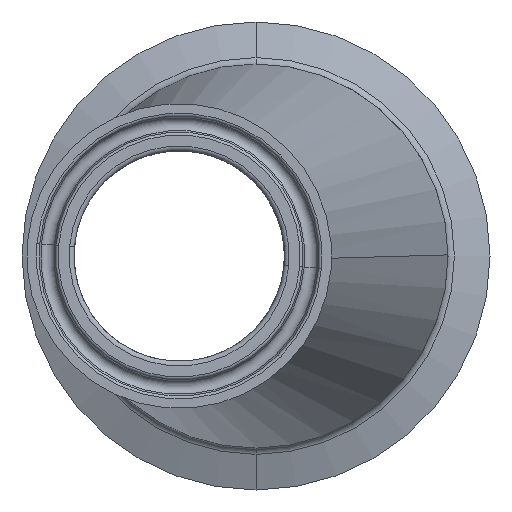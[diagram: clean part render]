
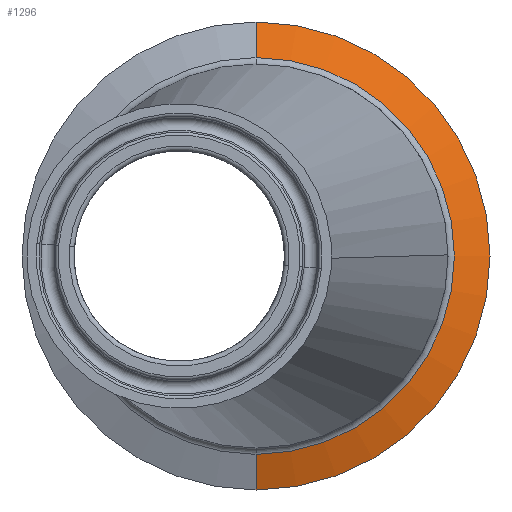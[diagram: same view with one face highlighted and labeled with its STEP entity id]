
A CAD part, front view. The second image highlights one B-rep face of the part: STEP entity #1296.
In plain terms, the highlighted conical face has half-angle 70 degrees and reference radius 38.695 mm.
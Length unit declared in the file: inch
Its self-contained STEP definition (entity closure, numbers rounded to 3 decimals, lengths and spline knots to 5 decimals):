
#14 = VERTEX_POINT ( 'NONE', #1637 ) ;
#55 = EDGE_CURVE ( 'NONE', #1313, #1017, #2017, .T. ) ;
#122 = CARTESIAN_POINT ( 'NONE',  ( 0.77115, -1.21473, -1.29145 ) ) ;
#145 = CARTESIAN_POINT ( 'NONE',  ( 0.77115, -1.21473, 0. ) ) ;
#293 = ORIENTED_EDGE ( 'NONE', *, *, #55, .T. ) ;
#308 = CONICAL_SURFACE ( 'NONE', #722, 1.52343, 1.222 ) ;
#317 = DIRECTION ( 'NONE',  ( 0., 0., 1. ) ) ;
#336 = CARTESIAN_POINT ( 'NONE',  ( 0.77115, -1.1303, -1.52343 ) ) ;
#414 = LINE ( 'NONE', #1289, #955 ) ;
#449 = ORIENTED_EDGE ( 'NONE', *, *, #500, .T. ) ;
#500 = EDGE_CURVE ( 'NONE', #1017, #14, #1236, .T. ) ;
#577 = EDGE_CURVE ( 'NONE', #1888, #14, #791, .T. ) ;
#722 = AXIS2_PLACEMENT_3D ( 'NONE', #1077, #1963, #1451 ) ;
#791 = CIRCLE ( 'NONE', #1987, 1.52343 ) ;
#847 = CARTESIAN_POINT ( 'NONE',  ( 0.77115, -1.1303, 0. ) ) ;
#955 = VECTOR ( 'NONE', #1105, 39.37008 ) ;
#1017 = VERTEX_POINT ( 'NONE', #122 ) ;
#1020 = DIRECTION ( 'NONE',  ( 0., 1., 0. ) ) ;
#1067 = ORIENTED_EDGE ( 'NONE', *, *, #577, .F. ) ;
#1077 = CARTESIAN_POINT ( 'NONE',  ( 0.77115, -1.1303, 0. ) ) ;
#1105 = DIRECTION ( 'NONE',  ( 0., 0.342, 0.94 ) ) ;
#1153 = ORIENTED_EDGE ( 'NONE', *, *, #1585, .F. ) ;
#1184 = VECTOR ( 'NONE', #1868, 39.37008 ) ;
#1194 = DIRECTION ( 'NONE',  ( 0., 0., 1. ) ) ;
#1231 = EDGE_LOOP ( 'NONE', ( #293, #449, #1067, #1153 ) ) ;
#1236 = LINE ( 'NONE', #336, #1184 ) ;
#1289 = CARTESIAN_POINT ( 'NONE',  ( 0.77115, -1.1303, 1.52343 ) ) ;
#1296 = ADVANCED_FACE ( 'NONE', ( #1350 ), #308, .T. ) ;
#1313 = VERTEX_POINT ( 'NONE', #1602 ) ;
#1324 = DIRECTION ( 'NONE',  ( 0., 1., 0. ) ) ;
#1350 = FACE_OUTER_BOUND ( 'NONE', #1231, .T. ) ;
#1375 = AXIS2_PLACEMENT_3D ( 'NONE', #145, #1324, #317 ) ;
#1396 = CARTESIAN_POINT ( 'NONE',  ( 0.77115, -1.1303, 1.52343 ) ) ;
#1451 = DIRECTION ( 'NONE',  ( 0., 0., 1. ) ) ;
#1585 = EDGE_CURVE ( 'NONE', #1313, #1888, #414, .T. ) ;
#1602 = CARTESIAN_POINT ( 'NONE',  ( 0.77115, -1.21473, 1.29145 ) ) ;
#1637 = CARTESIAN_POINT ( 'NONE',  ( 0.77115, -1.1303, -1.52343 ) ) ;
#1868 = DIRECTION ( 'NONE',  ( 0., 0.342, -0.94 ) ) ;
#1888 = VERTEX_POINT ( 'NONE', #1396 ) ;
#1963 = DIRECTION ( 'NONE',  ( 0., 1., 0. ) ) ;
#1987 = AXIS2_PLACEMENT_3D ( 'NONE', #847, #1020, #1194 ) ;
#2017 = CIRCLE ( 'NONE', #1375, 1.29145 ) ;
